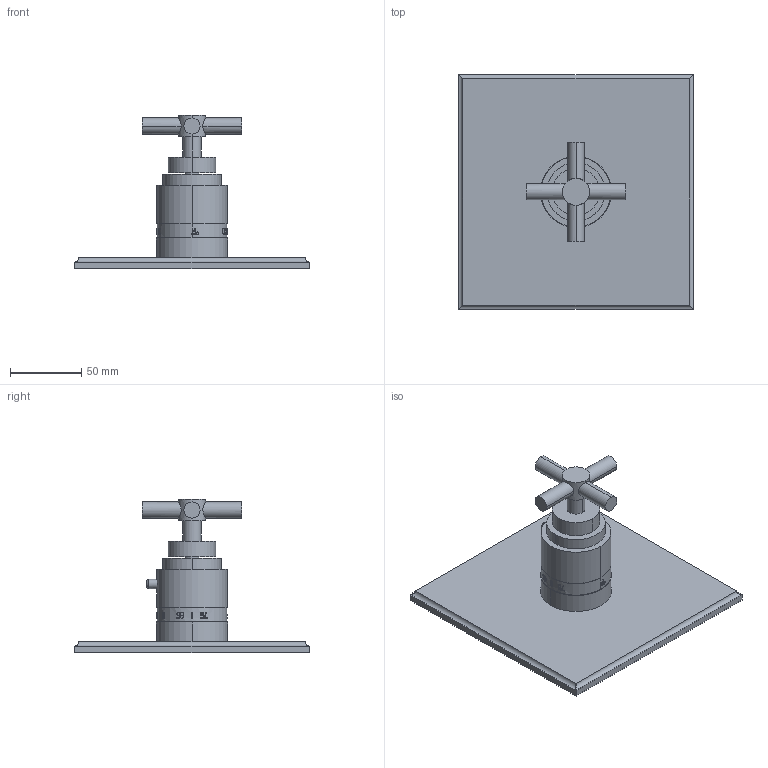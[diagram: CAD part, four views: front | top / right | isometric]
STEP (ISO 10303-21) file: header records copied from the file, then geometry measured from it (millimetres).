
FILE_DESCRIPTION((''),'2;1');
FILE_NAME('3-994TS','2020-12-04T13:41:38',('jinson.thomas'),(''),'CREO PARAMETRIC BY PTC INC, 2018400','CREO PARAMETRIC BY PTC INC, 2018400','');
FILE_SCHEMA(('CONFIG_CONTROL_DESIGN'));
Length unit declared in the file: inch
Products named in the file (1): 3-994TS
Bounding box: 165.1 x 165.1 x 108.05 mm (x, y, z)
Volume: 345605.4 mm3; surface area: 77226.6 mm2
Topology: 1 solids, 3 shells, 462 faces, 1252 edges, 819 vertices
Faces by surface type: plane 341, cylinder 89, bspline 24, cone 4, torus 2, sphere 2
Entity records: 21346 total; most frequent: CARTESIAN_POINT 10685, ORIENTED_EDGE 2492, DIRECTION 1754, EDGE_CURVE 1246, VERTEX_POINT 819, AXIS2_PLACEMENT_3D 608, VECTOR 538, LINE 538
